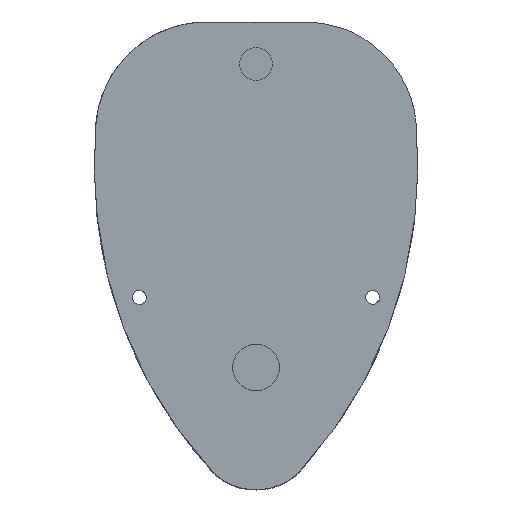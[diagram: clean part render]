
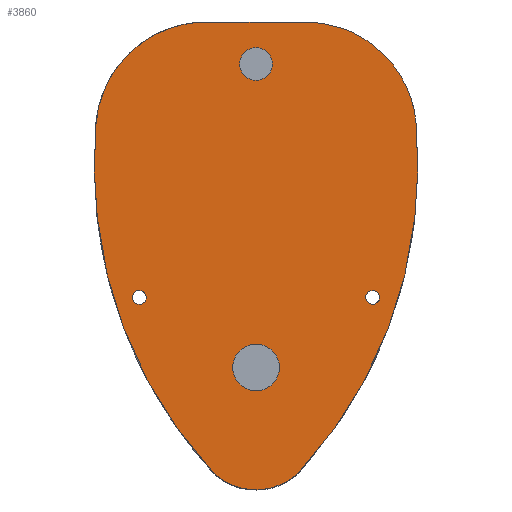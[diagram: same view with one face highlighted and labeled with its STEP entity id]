
A CAD part, left-side view. The second image highlights one B-rep face of the part: STEP entity #3860.
In plain terms, the highlighted face is planar.
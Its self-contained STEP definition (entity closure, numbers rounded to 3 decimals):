
#123=CARTESIAN_POINT('',(-470.639,81.999,-370.));
#124=VERTEX_POINT('',#123);
#125=CARTESIAN_POINT('',(-495.639,81.999,-370.));
#126=DIRECTION('',(0.0,-1.0,0.0));
#127=DIRECTION('',(-1.0,0.0,0.0));
#128=AXIS2_PLACEMENT_3D('',#125,#126,#127);
#129=CIRCLE('',#128,25.0);
#130=EDGE_CURVE('',#124,#124,#129,.T.);
#160=CARTESIAN_POINT('',(-478.139,81.999,-45.));
#161=VERTEX_POINT('',#160);
#162=CARTESIAN_POINT('',(-495.639,81.999,-45.));
#163=DIRECTION('',(0.0,-1.0,0.0));
#164=DIRECTION('',(-1.0,0.0,0.0));
#165=AXIS2_PLACEMENT_3D('',#162,#163,#164);
#166=CIRCLE('',#165,17.5);
#167=EDGE_CURVE('',#161,#161,#166,.T.);
#1820=CARTESIAN_POINT('',(-613.002,81.999,-295.0));
#1821=VERTEX_POINT('',#1820);
#1822=CARTESIAN_POINT('',(-620.502,81.999,-295.0));
#1823=DIRECTION('',(0.0,-1.0,0.0));
#1824=DIRECTION('',(-1.0,0.0,0.0));
#1825=AXIS2_PLACEMENT_3D('',#1822,#1823,#1824);
#1826=CIRCLE('',#1825,7.5);
#1827=EDGE_CURVE('',#1821,#1821,#1826,.T.);
#2029=CARTESIAN_POINT('',(-363.002,81.999,-295.0));
#2030=VERTEX_POINT('',#2029);
#2031=CARTESIAN_POINT('',(-370.502,81.999,-295.0));
#2032=DIRECTION('',(0.0,-1.0,0.0));
#2033=DIRECTION('',(-1.0,0.0,0.0));
#2034=AXIS2_PLACEMENT_3D('',#2031,#2032,#2033);
#2035=CIRCLE('',#2034,7.5);
#2036=EDGE_CURVE('',#2030,#2030,#2035,.T.);
#3507=CARTESIAN_POINT('',(-665.7,81.999,-209.811));
#3508=VERTEX_POINT('',#3507);
#3515=CARTESIAN_POINT('',(-541.198,81.999,-482.893));
#3516=VERTEX_POINT('',#3515);
#3517=CARTESIAN_POINT('',(-189.162,81.999,-157.474));
#3518=DIRECTION('',(0.,-1.0,0.));
#3519=DIRECTION('',(-0.734,0.,-0.679));
#3520=AXIS2_PLACEMENT_3D('',#3517,#3518,#3519);
#3521=CIRCLE('',#3520,479.403);
#3522=EDGE_CURVE('',#3508,#3516,#3521,.T.);
#3551=CARTESIAN_POINT('',(-449.862,81.999,-482.893));
#3552=VERTEX_POINT('',#3551);
#3553=CARTESIAN_POINT('',(-495.53,81.999,-434.528));
#3554=DIRECTION('',(0.,-1.,0.));
#3555=DIRECTION('',(0.687,0.,-0.727));
#3556=AXIS2_PLACEMENT_3D('',#3553,#3554,#3555);
#3557=CIRCLE('',#3556,66.519);
#3558=EDGE_CURVE('',#3516,#3552,#3557,.T.);
#3593=CARTESIAN_POINT('',(-325.578,81.999,-209.811));
#3594=VERTEX_POINT('',#3593);
#3595=CARTESIAN_POINT('',(-802.145,81.999,-157.741));
#3596=DIRECTION('',(0.,-1.0,0.));
#3597=DIRECTION('',(0.994,0.,-0.109));
#3598=AXIS2_PLACEMENT_3D('',#3595,#3596,#3597);
#3599=CIRCLE('',#3598,479.403);
#3600=EDGE_CURVE('',#3552,#3594,#3599,.T.);
#3641=CARTESIAN_POINT('',(-324.075,81.999,-109.455));
#3642=VERTEX_POINT('',#3641);
#3643=CARTESIAN_POINT('',(-325.578,81.999,-209.811));
#3644=CARTESIAN_POINT('',(-321.908,81.999,-176.393));
#3645=CARTESIAN_POINT('',(-321.377,81.999,-142.938));
#3646=CARTESIAN_POINT('',(-324.075,81.999,-109.455));
#3647=B_SPLINE_CURVE_WITH_KNOTS('',3,(#3643,#3644,#3645,#3646),.UNSPECIFIED.,.F.,.U.,(4,4),(-10.117,-0.031),.UNSPECIFIED.);
#3648=EDGE_CURVE('',#3594,#3642,#3647,.T.);
#3690=CARTESIAN_POINT('',(-442.899,81.999,0.));
#3691=VERTEX_POINT('',#3690);
#3692=CARTESIAN_POINT('',(-324.075,81.999,-109.455));
#3693=CARTESIAN_POINT('',(-325.318,81.999,-94.03));
#3694=CARTESIAN_POINT('',(-329.562,81.999,-78.996));
#3695=CARTESIAN_POINT('',(-343.575,81.999,-51.39));
#3696=CARTESIAN_POINT('',(-353.213,81.999,-39.085));
#3697=CARTESIAN_POINT('',(-375.687,81.999,-19.691));
#3698=CARTESIAN_POINT('',(-388.011,81.999,-12.411));
#3699=CARTESIAN_POINT('',(-414.627,81.999,-2.527));
#3700=CARTESIAN_POINT('',(-428.707,81.999,0.));
#3701=CARTESIAN_POINT('',(-442.899,81.999,0.));
#3702=B_SPLINE_CURVE_WITH_KNOTS('',3,(#3692,#3693,#3694,#3695,#3696,#3697,#3698,#3699,#3700,#3701),.UNSPECIFIED.,.F.,.U.,(4,2,2,2,4),(-17.805,-13.162,-8.517,-4.257,0.0),.UNSPECIFIED.);
#3703=EDGE_CURVE('',#3642,#3691,#3702,.T.);
#3751=CARTESIAN_POINT('',(-548.379,81.999,0.));
#3752=VERTEX_POINT('',#3751);
#3753=CARTESIAN_POINT('',(-667.203,81.999,-109.455));
#3754=VERTEX_POINT('',#3753);
#3755=CARTESIAN_POINT('',(-548.379,81.999,0.));
#3756=CARTESIAN_POINT('',(-562.571,81.999,0.));
#3757=CARTESIAN_POINT('',(-576.65,81.999,-2.527));
#3758=CARTESIAN_POINT('',(-603.267,81.999,-12.411));
#3759=CARTESIAN_POINT('',(-615.591,81.999,-19.691));
#3760=CARTESIAN_POINT('',(-638.065,81.999,-39.085));
#3761=CARTESIAN_POINT('',(-647.703,81.999,-51.39));
#3762=CARTESIAN_POINT('',(-661.716,81.999,-78.996));
#3763=CARTESIAN_POINT('',(-665.96,81.999,-94.03));
#3764=CARTESIAN_POINT('',(-667.203,81.999,-109.455));
#3765=B_SPLINE_CURVE_WITH_KNOTS('',3,(#3755,#3756,#3757,#3758,#3759,#3760,#3761,#3762,#3763,#3764),.UNSPECIFIED.,.F.,.U.,(4,2,2,2,4),(-17.805,-13.548,-9.288,-4.642,0.0),.UNSPECIFIED.);
#3766=EDGE_CURVE('',#3752,#3754,#3765,.T.);
#3809=CARTESIAN_POINT('',(-667.203,81.999,-109.455));
#3810=CARTESIAN_POINT('',(-669.901,81.999,-142.938));
#3811=CARTESIAN_POINT('',(-669.37,81.999,-176.393));
#3812=CARTESIAN_POINT('',(-665.7,81.999,-209.811));
#3813=B_SPLINE_CURVE_WITH_KNOTS('',3,(#3809,#3810,#3811,#3812),.UNSPECIFIED.,.F.,.U.,(4,4),(-10.117,-0.031),.UNSPECIFIED.);
#3814=EDGE_CURVE('',#3754,#3508,#3813,.T.);
#3828=CARTESIAN_POINT('',(-495.616,81.999,-226.854));
#3829=DIRECTION('',(0.0,1.0,0.0));
#3830=DIRECTION('',(0.0,0.0,1.0));
#3831=AXIS2_PLACEMENT_3D('',#3828,#3829,#3830);
#3832=PLANE('',#3831);
#3833=ORIENTED_EDGE('',*,*,#3522,.F.);
#3834=ORIENTED_EDGE('',*,*,#3814,.F.);
#3835=ORIENTED_EDGE('',*,*,#3766,.F.);
#3836=CARTESIAN_POINT('',(-442.899,81.999,0.));
#3837=DIRECTION('',(-1.0,0.0,0.0));
#3838=VECTOR('',#3837,105.48);
#3839=LINE('',#3836,#3838);
#3840=EDGE_CURVE('',#3691,#3752,#3839,.T.);
#3841=ORIENTED_EDGE('',*,*,#3840,.F.);
#3842=ORIENTED_EDGE('',*,*,#3703,.F.);
#3843=ORIENTED_EDGE('',*,*,#3648,.F.);
#3844=ORIENTED_EDGE('',*,*,#3600,.F.);
#3845=ORIENTED_EDGE('',*,*,#3558,.F.);
#3846=EDGE_LOOP('',(#3833,#3834,#3835,#3841,#3842,#3843,#3844,#3845));
#3847=FACE_OUTER_BOUND('',#3846,.T.);
#3848=ORIENTED_EDGE('',*,*,#130,.T.);
#3849=EDGE_LOOP('',(#3848));
#3850=FACE_BOUND('',#3849,.T.);
#3851=ORIENTED_EDGE('',*,*,#167,.T.);
#3852=EDGE_LOOP('',(#3851));
#3853=FACE_BOUND('',#3852,.T.);
#3854=ORIENTED_EDGE('',*,*,#2036,.T.);
#3855=EDGE_LOOP('',(#3854));
#3856=FACE_BOUND('',#3855,.T.);
#3857=ORIENTED_EDGE('',*,*,#1827,.T.);
#3858=EDGE_LOOP('',(#3857));
#3859=FACE_BOUND('',#3858,.T.);
#3860=ADVANCED_FACE('',(#3847,#3850,#3853,#3856,#3859),#3832,.T.);
